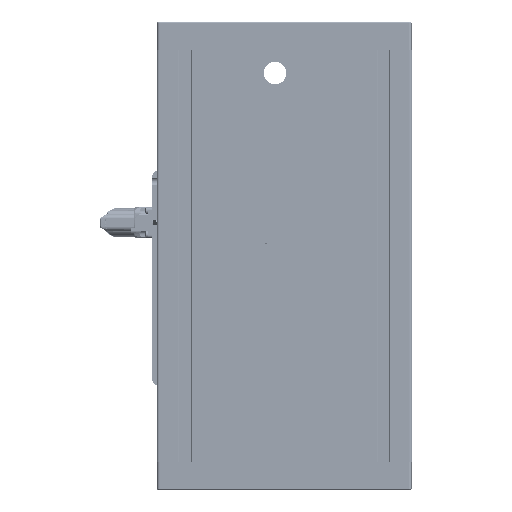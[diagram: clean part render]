
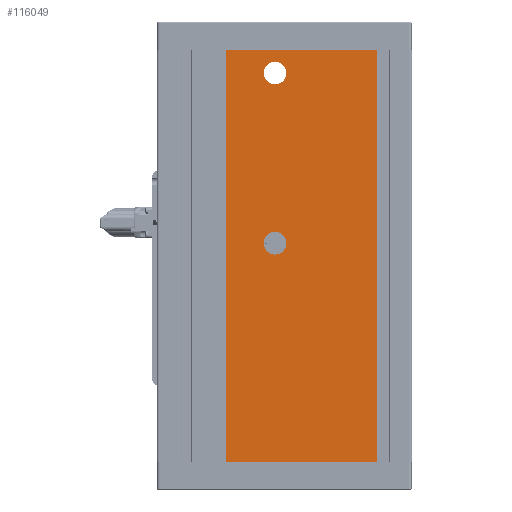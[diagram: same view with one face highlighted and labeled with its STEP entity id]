
A CAD part, left-side view. The second image highlights one B-rep face of the part: STEP entity #116049.
In plain terms, the highlighted planar face has unit normal (-1, 0, 0).
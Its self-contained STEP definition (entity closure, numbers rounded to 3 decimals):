
#20 = EDGE_CURVE ( 'NONE', #112321, #72555, #7652, .T. ) ;
#292 = AXIS2_PLACEMENT_3D ( 'NONE', #112477, #157972, #9543 ) ;
#2521 = DIRECTION ( 'NONE',  ( 0., -1., 0. ) ) ;
#3834 = DIRECTION ( 'NONE',  ( 0., -1., 0. ) ) ;
#7652 = LINE ( 'NONE', #183323, #121000 ) ;
#9543 = DIRECTION ( 'NONE',  ( 0., 0., 1. ) ) ;
#12853 = AXIS2_PLACEMENT_3D ( 'NONE', #172539, #70606, #24056 ) ;
#14606 = ORIENTED_EDGE ( 'NONE', *, *, #27222, .T. ) ;
#24056 = DIRECTION ( 'NONE',  ( 0., 0., -1. ) ) ;
#27222 = EDGE_CURVE ( 'NONE', #167628, #149102, #71545, .T. ) ;
#28195 = VECTOR ( 'NONE', #2521, 1000. ) ;
#28211 = EDGE_CURVE ( 'NONE', #149177, #149177, #112075, .T. ) ;
#29195 = EDGE_LOOP ( 'NONE', ( #32241 ) ) ;
#32241 = ORIENTED_EDGE ( 'NONE', *, *, #79948, .F. ) ;
#34792 = CARTESIAN_POINT ( 'NONE',  ( 0., 40.9, 290. ) ) ;
#35351 = CARTESIAN_POINT ( 'NONE',  ( 0., 6.5, 282. ) ) ;
#38394 = LINE ( 'NONE', #97595, #98875 ) ;
#40196 = ORIENTED_EDGE ( 'NONE', *, *, #140174, .T. ) ;
#52027 = EDGE_LOOP ( 'NONE', ( #71191 ) ) ;
#53770 = CARTESIAN_POINT ( 'NONE',  ( 0., 40.9, 0. ) ) ;
#54160 = FACE_BOUND ( 'NONE', #29195, .T. ) ;
#57955 = CARTESIAN_POINT ( 'NONE',  ( 0., -90., 0. ) ) ;
#66418 = VERTEX_POINT ( 'NONE', #35351 ) ;
#68488 = CIRCLE ( 'NONE', #292, 8. ) ;
#69446 = DIRECTION ( 'NONE',  ( 0., 0., 1. ) ) ;
#69972 = ORIENTED_EDGE ( 'NONE', *, *, #188762, .F. ) ;
#70606 = DIRECTION ( 'NONE',  ( 1., 0., 0. ) ) ;
#71191 = ORIENTED_EDGE ( 'NONE', *, *, #28211, .F. ) ;
#71545 = LINE ( 'NONE', #57955, #28195 ) ;
#72555 = VERTEX_POINT ( 'NONE', #145278 ) ;
#79948 = EDGE_CURVE ( 'NONE', #66418, #66418, #68488, .T. ) ;
#84473 = DIRECTION ( 'NONE',  ( 0., 0., 1. ) ) ;
#97595 = CARTESIAN_POINT ( 'NONE',  ( 0., -65.4, 290. ) ) ;
#98377 = DIRECTION ( 'NONE',  ( 0., 0., 1. ) ) ;
#98748 = FACE_OUTER_BOUND ( 'NONE', #135600, .T. ) ;
#98875 = VECTOR ( 'NONE', #69446, 1000. ) ;
#102626 = CARTESIAN_POINT ( 'NONE',  ( 0., 6.5, 162. ) ) ;
#112075 = CIRCLE ( 'NONE', #115149, 8. ) ;
#112321 = VERTEX_POINT ( 'NONE', #34792 ) ;
#112477 = CARTESIAN_POINT ( 'NONE',  ( 0., 6.5, 274. ) ) ;
#114610 = DIRECTION ( 'NONE',  ( -1., 0., 0. ) ) ;
#115149 = AXIS2_PLACEMENT_3D ( 'NONE', #168954, #114610, #84473 ) ;
#116049 = ADVANCED_FACE ( 'NONE', ( #54160, #126955, #98748 ), #186111, .F. ) ;
#121000 = VECTOR ( 'NONE', #3834, 1000. ) ;
#125653 = CARTESIAN_POINT ( 'NONE',  ( 0., -65.4, 0. ) ) ;
#126955 = FACE_BOUND ( 'NONE', #52027, .T. ) ;
#127536 = LINE ( 'NONE', #53770, #151331 ) ;
#135600 = EDGE_LOOP ( 'NONE', ( #146232, #69972, #14606, #40196 ) ) ;
#140174 = EDGE_CURVE ( 'NONE', #149102, #72555, #38394, .T. ) ;
#140963 = CARTESIAN_POINT ( 'NONE',  ( 0., 40.9, 0. ) ) ;
#145278 = CARTESIAN_POINT ( 'NONE',  ( 0., -65.4, 290. ) ) ;
#146232 = ORIENTED_EDGE ( 'NONE', *, *, #20, .F. ) ;
#149102 = VERTEX_POINT ( 'NONE', #125653 ) ;
#149177 = VERTEX_POINT ( 'NONE', #102626 ) ;
#151331 = VECTOR ( 'NONE', #98377, 1000. ) ;
#157972 = DIRECTION ( 'NONE',  ( -1., 0., 0. ) ) ;
#167628 = VERTEX_POINT ( 'NONE', #140963 ) ;
#168954 = CARTESIAN_POINT ( 'NONE',  ( 0., 6.5, 154. ) ) ;
#172539 = CARTESIAN_POINT ( 'NONE',  ( 0., -90., 290. ) ) ;
#183323 = CARTESIAN_POINT ( 'NONE',  ( 0., -90., 290. ) ) ;
#186111 = PLANE ( 'NONE',  #12853 ) ;
#188762 = EDGE_CURVE ( 'NONE', #167628, #112321, #127536, .T. ) ;
